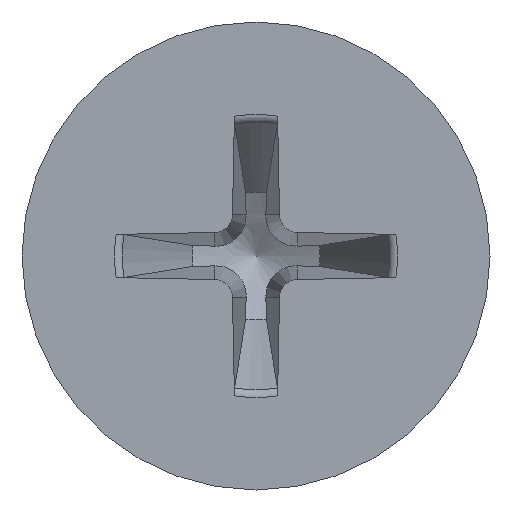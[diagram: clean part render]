
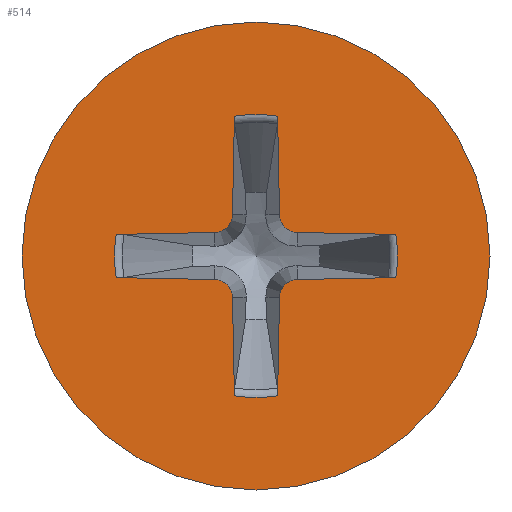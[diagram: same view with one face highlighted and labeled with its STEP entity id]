
A CAD part, left-side view. The second image highlights one B-rep face of the part: STEP entity #514.
In plain terms, the highlighted planar face has unit normal (-1, 0, 0).
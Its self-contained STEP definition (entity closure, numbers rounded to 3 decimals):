
#15=FACE_BOUND('',#108,.T.);
#49=PLANE('',#586);
#78=FACE_OUTER_BOUND('',#107,.T.);
#107=EDGE_LOOP('',(#448));
#108=EDGE_LOOP('',(#449,#450,#451,#452,#453,#454,#455,#456,#457,#458,#459,
#460,#461,#462,#463,#464));
#129=LINE('',#938,#160);
#130=LINE('',#943,#161);
#131=LINE('',#948,#162);
#132=LINE('',#953,#163);
#134=LINE('',#974,#165);
#135=LINE('',#979,#166);
#136=LINE('',#984,#167);
#137=LINE('',#989,#168);
#160=VECTOR('',#681,10.);
#161=VECTOR('',#684,10.);
#162=VECTOR('',#687,10.);
#163=VECTOR('',#690,10.);
#165=VECTOR('',#698,10.);
#166=VECTOR('',#701,10.);
#167=VECTOR('',#704,10.);
#168=VECTOR('',#707,10.);
#179=CIRCLE('',#547,1.663);
#182=CIRCLE('',#552,1.663);
#186=CIRCLE('',#558,1.663);
#189=CIRCLE('',#563,1.663);
#191=CIRCLE('',#567,0.215);
#192=CIRCLE('',#569,0.215);
#193=CIRCLE('',#571,0.215);
#194=CIRCLE('',#577,0.215);
#197=CIRCLE('',#587,2.75);
#203=VERTEX_POINT('',#748);
#206=VERTEX_POINT('',#760);
#209=VERTEX_POINT('',#777);
#212=VERTEX_POINT('',#789);
#216=VERTEX_POINT('',#808);
#219=VERTEX_POINT('',#820);
#222=VERTEX_POINT('',#837);
#225=VERTEX_POINT('',#849);
#230=VERTEX_POINT('',#882);
#231=VERTEX_POINT('',#884);
#234=VERTEX_POINT('',#904);
#235=VERTEX_POINT('',#906);
#238=VERTEX_POINT('',#926);
#239=VERTEX_POINT('',#928);
#241=VERTEX_POINT('',#936);
#243=VERTEX_POINT('',#970);
#247=VERTEX_POINT('',#1003);
#258=EDGE_CURVE('',#206,#203,#179,.T.);
#265=EDGE_CURVE('',#212,#209,#182,.T.);
#273=EDGE_CURVE('',#219,#216,#186,.T.);
#280=EDGE_CURVE('',#225,#222,#189,.T.);
#286=EDGE_CURVE('',#231,#230,#191,.T.);
#290=EDGE_CURVE('',#235,#234,#192,.T.);
#294=EDGE_CURVE('',#239,#238,#193,.T.);
#298=EDGE_CURVE('',#225,#241,#129,.T.);
#300=EDGE_CURVE('',#219,#231,#130,.T.);
#302=EDGE_CURVE('',#206,#239,#131,.T.);
#304=EDGE_CURVE('',#212,#235,#132,.T.);
#307=EDGE_CURVE('',#241,#243,#194,.T.);
#308=EDGE_CURVE('',#216,#243,#134,.T.);
#310=EDGE_CURVE('',#209,#230,#135,.T.);
#312=EDGE_CURVE('',#222,#238,#136,.T.);
#314=EDGE_CURVE('',#203,#234,#137,.T.);
#320=EDGE_CURVE('',#247,#247,#197,.T.);
#448=ORIENTED_EDGE('',*,*,#320,.F.);
#449=ORIENTED_EDGE('',*,*,#302,.T.);
#450=ORIENTED_EDGE('',*,*,#294,.T.);
#451=ORIENTED_EDGE('',*,*,#312,.F.);
#452=ORIENTED_EDGE('',*,*,#280,.F.);
#453=ORIENTED_EDGE('',*,*,#298,.T.);
#454=ORIENTED_EDGE('',*,*,#307,.T.);
#455=ORIENTED_EDGE('',*,*,#308,.F.);
#456=ORIENTED_EDGE('',*,*,#273,.F.);
#457=ORIENTED_EDGE('',*,*,#300,.T.);
#458=ORIENTED_EDGE('',*,*,#286,.T.);
#459=ORIENTED_EDGE('',*,*,#310,.F.);
#460=ORIENTED_EDGE('',*,*,#265,.F.);
#461=ORIENTED_EDGE('',*,*,#304,.T.);
#462=ORIENTED_EDGE('',*,*,#290,.T.);
#463=ORIENTED_EDGE('',*,*,#314,.F.);
#464=ORIENTED_EDGE('',*,*,#258,.F.);
#514=ADVANCED_FACE('',(#78,#15),#49,.T.);
#547=AXIS2_PLACEMENT_3D('',#769,#614,#615);
#552=AXIS2_PLACEMENT_3D('',#798,#626,#627);
#558=AXIS2_PLACEMENT_3D('',#829,#640,#641);
#563=AXIS2_PLACEMENT_3D('',#858,#652,#653);
#567=AXIS2_PLACEMENT_3D('',#885,#663,#664);
#569=AXIS2_PLACEMENT_3D('',#907,#669,#670);
#571=AXIS2_PLACEMENT_3D('',#929,#675,#676);
#577=AXIS2_PLACEMENT_3D('',#972,#694,#695);
#586=AXIS2_PLACEMENT_3D('',#1002,#718,#719);
#587=AXIS2_PLACEMENT_3D('',#1004,#720,#721);
#614=DIRECTION('center_axis',(-1.,0.,0.));
#615=DIRECTION('ref_axis',(0.,0.,-1.));
#626=DIRECTION('center_axis',(-1.,0.,0.));
#627=DIRECTION('ref_axis',(0.,-1.,0.));
#640=DIRECTION('center_axis',(-1.,0.,0.));
#641=DIRECTION('ref_axis',(0.,0.,1.));
#652=DIRECTION('center_axis',(-1.,0.,0.));
#653=DIRECTION('ref_axis',(0.,1.,0.));
#663=DIRECTION('center_axis',(-1.,0.,0.));
#664=DIRECTION('ref_axis',(0.,1.,-0.02));
#669=DIRECTION('center_axis',(-1.,0.,0.));
#670=DIRECTION('ref_axis',(0.,0.02,1.));
#675=DIRECTION('center_axis',(-1.,0.,0.));
#676=DIRECTION('ref_axis',(0.,-1.,0.02));
#681=DIRECTION('',(0.,-1.,0.02));
#684=DIRECTION('',(0.,-0.02,-1.));
#687=DIRECTION('',(0.,0.02,1.));
#690=DIRECTION('',(0.,1.,-0.02));
#694=DIRECTION('center_axis',(-1.,0.,0.));
#695=DIRECTION('ref_axis',(0.,-0.02,-1.));
#698=DIRECTION('',(0.,0.02,-1.));
#701=DIRECTION('',(0.,1.,0.02));
#704=DIRECTION('',(0.,-1.,-0.02));
#707=DIRECTION('',(0.,-0.02,1.));
#718=DIRECTION('center_axis',(-1.,0.,0.));
#719=DIRECTION('ref_axis',(0.,0.,1.));
#720=DIRECTION('center_axis',(1.,0.,0.));
#721=DIRECTION('ref_axis',(0.,1.,0.));
#748=CARTESIAN_POINT('',(0.,-0.254,-1.644));
#760=CARTESIAN_POINT('',(0.,0.254,-1.644));
#769=CARTESIAN_POINT('Origin',(0.,0.,
0.));
#777=CARTESIAN_POINT('',(0.,-1.644,0.254));
#789=CARTESIAN_POINT('',(0.,-1.644,-0.254));
#798=CARTESIAN_POINT('Origin',(0.,0.,
0.));
#808=CARTESIAN_POINT('',(0.,0.254,1.644));
#820=CARTESIAN_POINT('',(0.,-0.254,1.644));
#829=CARTESIAN_POINT('Origin',(0.,0.,
0.));
#837=CARTESIAN_POINT('',(0.,1.644,-0.254));
#849=CARTESIAN_POINT('',(0.,1.644,0.254));
#858=CARTESIAN_POINT('Origin',(0.,0.,
0.));
#882=CARTESIAN_POINT('',(0.,-0.487,0.277));
#884=CARTESIAN_POINT('',(0.,-0.277,0.487));
#885=CARTESIAN_POINT('Origin',(0.,-0.491,
0.491));
#904=CARTESIAN_POINT('',(0.,-0.277,-0.487));
#906=CARTESIAN_POINT('',(0.,-0.487,-0.277));
#907=CARTESIAN_POINT('Origin',(0.,-0.491,
-0.491));
#926=CARTESIAN_POINT('',(0.,0.487,-0.277));
#928=CARTESIAN_POINT('',(0.,0.277,-0.487));
#929=CARTESIAN_POINT('Origin',(0.,0.491,-0.491));
#936=CARTESIAN_POINT('',(0.,0.487,0.277));
#938=CARTESIAN_POINT('',(0.,1.58,0.255));
#943=CARTESIAN_POINT('',(0.,-0.255,1.58));
#948=CARTESIAN_POINT('',(0.,0.255,-1.58));
#953=CARTESIAN_POINT('',(0.,-1.58,-0.255));
#970=CARTESIAN_POINT('',(0.,0.277,0.487));
#972=CARTESIAN_POINT('Origin',(0.,0.491,0.491));
#974=CARTESIAN_POINT('',(0.,0.282,0.225));
#979=CARTESIAN_POINT('',(0.,0.841,0.303));
#984=CARTESIAN_POINT('',(0.,1.333,-0.26));
#989=CARTESIAN_POINT('',(0.,-0.281,-0.268));
#1002=CARTESIAN_POINT('Origin',(0.,2.175,0.));
#1003=CARTESIAN_POINT('',(0.,-2.75,0.));
#1004=CARTESIAN_POINT('Origin',(0.,0.,
0.));
